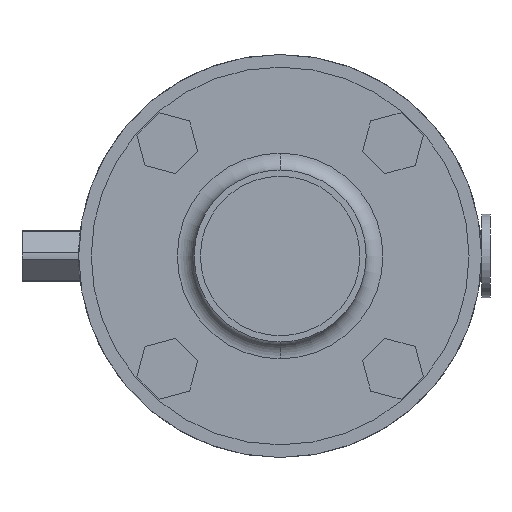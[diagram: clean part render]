
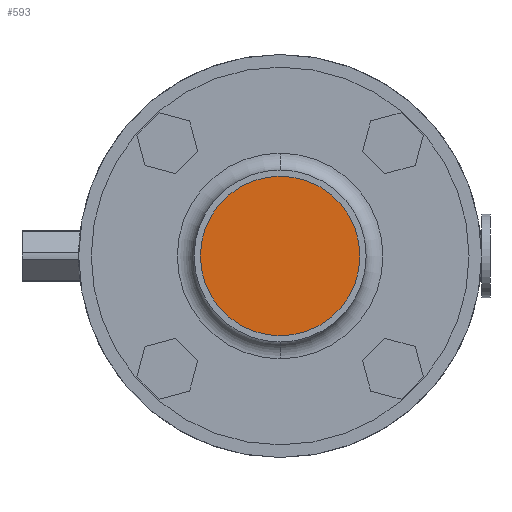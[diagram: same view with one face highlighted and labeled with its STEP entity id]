
A CAD part, left-side view. The second image highlights one B-rep face of the part: STEP entity #593.
In plain terms, the highlighted face is planar.
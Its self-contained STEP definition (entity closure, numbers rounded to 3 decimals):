
#404 = EDGE_CURVE ( 'NONE', #2575, #1941, #724, .T. ) ;
#447 = CARTESIAN_POINT ( 'NONE',  ( 10., 0., -19. ) ) ;
#593 = ADVANCED_FACE ( 'NONE', ( #2043 ), #2179, .F. ) ;
#643 = EDGE_CURVE ( 'NONE', #1941, #2575, #1456, .T. ) ;
#724 = CIRCLE ( 'NONE', #2503, 19. ) ;
#885 = CARTESIAN_POINT ( 'NONE',  ( 10., 0., 0. ) ) ;
#890 = DIRECTION ( 'NONE',  ( 0., 0., 1. ) ) ;
#926 = CARTESIAN_POINT ( 'NONE',  ( 10., 19., 0. ) ) ;
#965 = ORIENTED_EDGE ( 'NONE', *, *, #404, .F. ) ;
#972 = CARTESIAN_POINT ( 'NONE',  ( 10., 0., 0. ) ) ;
#1154 = DIRECTION ( 'NONE',  ( -1., 0., 0. ) ) ;
#1310 = CARTESIAN_POINT ( 'NONE',  ( 10., 0., 19. ) ) ;
#1389 = DIRECTION ( 'NONE',  ( 0., 0., 1. ) ) ;
#1456 = CIRCLE ( 'NONE', #1554, 19. ) ;
#1495 = ORIENTED_EDGE ( 'NONE', *, *, #643, .F. ) ;
#1554 = AXIS2_PLACEMENT_3D ( 'NONE', #972, #2653, #1389 ) ;
#1628 = AXIS2_PLACEMENT_3D ( 'NONE', #926, #1154, #2604 ) ;
#1929 = DIRECTION ( 'NONE',  ( -1., 0., 0. ) ) ;
#1941 = VERTEX_POINT ( 'NONE', #447 ) ;
#2043 = FACE_OUTER_BOUND ( 'NONE', #2080, .T. ) ;
#2080 = EDGE_LOOP ( 'NONE', ( #965, #1495 ) ) ;
#2179 = PLANE ( 'NONE',  #1628 ) ;
#2503 = AXIS2_PLACEMENT_3D ( 'NONE', #885, #1929, #890 ) ;
#2575 = VERTEX_POINT ( 'NONE', #1310 ) ;
#2604 = DIRECTION ( 'NONE',  ( 0., 0., 1. ) ) ;
#2653 = DIRECTION ( 'NONE',  ( -1., 0., 0. ) ) ;
